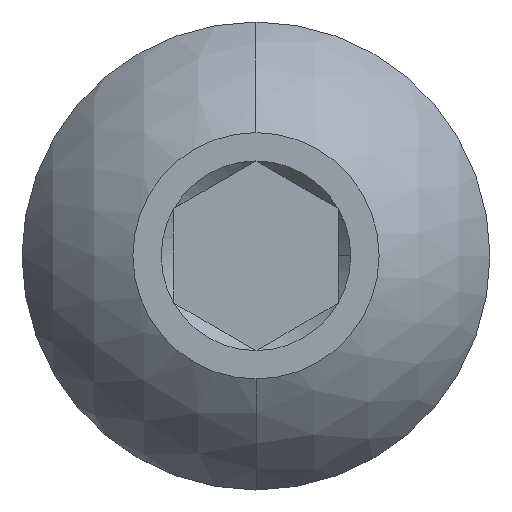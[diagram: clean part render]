
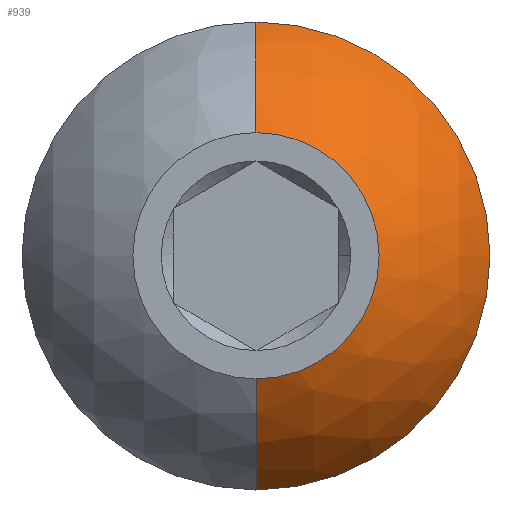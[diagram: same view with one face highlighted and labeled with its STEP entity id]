
A CAD part, top view. The second image highlights one B-rep face of the part: STEP entity #939.
In plain terms, the highlighted spherical face has radius 3.172 mm.
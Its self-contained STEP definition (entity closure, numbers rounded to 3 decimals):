
#339 = VERTEX_POINT ( 'NONE', #4586 ) ;
#708 = CIRCLE ( 'NONE', #4466, 1.5 ) ;
#939 = ADVANCED_FACE ( 'NONE', ( #1195 ), #5086, .T. ) ;
#980 = EDGE_CURVE ( 'NONE', #2558, #339, #708, .T. ) ;
#1195 = FACE_OUTER_BOUND ( 'NONE', #2449, .T. ) ;
#1387 = AXIS2_PLACEMENT_3D ( 'NONE', #2021, #6555, #6577 ) ;
#1417 = DIRECTION ( 'NONE',  ( 1., 0., 0. ) ) ;
#1477 = CARTESIAN_POINT ( 'NONE',  ( 0., 0., -2.795 ) ) ;
#1535 = DIRECTION ( 'NONE',  ( 0., -1., 0. ) ) ;
#1538 = DIRECTION ( 'NONE',  ( 0., 1., 0. ) ) ;
#2016 = VERTEX_POINT ( 'NONE', #3876 ) ;
#2021 = CARTESIAN_POINT ( 'NONE',  ( 0., 0., -1.403 ) ) ;
#2086 = ORIENTED_EDGE ( 'NONE', *, *, #6078, .T. ) ;
#2449 = EDGE_LOOP ( 'NONE', ( #6208, #3102, #2086, #2551, #4210 ) ) ;
#2531 = DIRECTION ( 'NONE',  ( 0., 0., 1. ) ) ;
#2551 = ORIENTED_EDGE ( 'NONE', *, *, #980, .F. ) ;
#2558 = VERTEX_POINT ( 'NONE', #4629 ) ;
#2672 = AXIS2_PLACEMENT_3D ( 'NONE', #5612, #5656, #1535 ) ;
#2697 = DIRECTION ( 'NONE',  ( 0., 0., 1. ) ) ;
#2894 = CARTESIAN_POINT ( 'NONE',  ( 0., 0., -2.795 ) ) ;
#2920 = CARTESIAN_POINT ( 'NONE',  ( 0., -2.85, -1.403 ) ) ;
#3075 = AXIS2_PLACEMENT_3D ( 'NONE', #5783, #2697, #4177 ) ;
#3102 = ORIENTED_EDGE ( 'NONE', *, *, #5359, .T. ) ;
#3173 = EDGE_CURVE ( 'NONE', #3662, #2558, #3684, .T. ) ;
#3281 = CIRCLE ( 'NONE', #1387, 2.85 ) ;
#3493 = DIRECTION ( 'NONE',  ( 1., 0., 0. ) ) ;
#3510 = AXIS2_PLACEMENT_3D ( 'NONE', #1477, #3493, #1538 ) ;
#3565 = VERTEX_POINT ( 'NONE', #4957 ) ;
#3662 = VERTEX_POINT ( 'NONE', #2920 ) ;
#3684 = CIRCLE ( 'NONE', #2672, 3.172 ) ;
#3876 = CARTESIAN_POINT ( 'NONE',  ( 0., 2.85, -1.403 ) ) ;
#4014 = CARTESIAN_POINT ( 'NONE',  ( 0., 0., 0. ) ) ;
#4177 = DIRECTION ( 'NONE',  ( 1., 0., 0. ) ) ;
#4210 = ORIENTED_EDGE ( 'NONE', *, *, #3173, .F. ) ;
#4235 = CIRCLE ( 'NONE', #3075, 2.85 ) ;
#4309 = CIRCLE ( 'NONE', #3510, 3.172 ) ;
#4466 = AXIS2_PLACEMENT_3D ( 'NONE', #4014, #2531, #6575 ) ;
#4586 = CARTESIAN_POINT ( 'NONE',  ( 0., 1.5, 0. ) ) ;
#4629 = CARTESIAN_POINT ( 'NONE',  ( 0., -1.5, 0. ) ) ;
#4957 = CARTESIAN_POINT ( 'NONE',  ( 2.85, 0., -1.403 ) ) ;
#4999 = EDGE_CURVE ( 'NONE', #3662, #3565, #4235, .T. ) ;
#5086 = SPHERICAL_SURFACE ( 'NONE', #5588, 3.172 ) ;
#5359 = EDGE_CURVE ( 'NONE', #3565, #2016, #3281, .T. ) ;
#5535 = DIRECTION ( 'NONE',  ( 0., -1., 0. ) ) ;
#5588 = AXIS2_PLACEMENT_3D ( 'NONE', #2894, #1417, #5535 ) ;
#5612 = CARTESIAN_POINT ( 'NONE',  ( 0., 0., -2.795 ) ) ;
#5656 = DIRECTION ( 'NONE',  ( -1., 0., 0. ) ) ;
#5783 = CARTESIAN_POINT ( 'NONE',  ( 0., 0., -1.403 ) ) ;
#6078 = EDGE_CURVE ( 'NONE', #2016, #339, #4309, .T. ) ;
#6208 = ORIENTED_EDGE ( 'NONE', *, *, #4999, .T. ) ;
#6555 = DIRECTION ( 'NONE',  ( 0., 0., 1. ) ) ;
#6575 = DIRECTION ( 'NONE',  ( 1., 0., 0. ) ) ;
#6577 = DIRECTION ( 'NONE',  ( 1., 0., 0. ) ) ;
